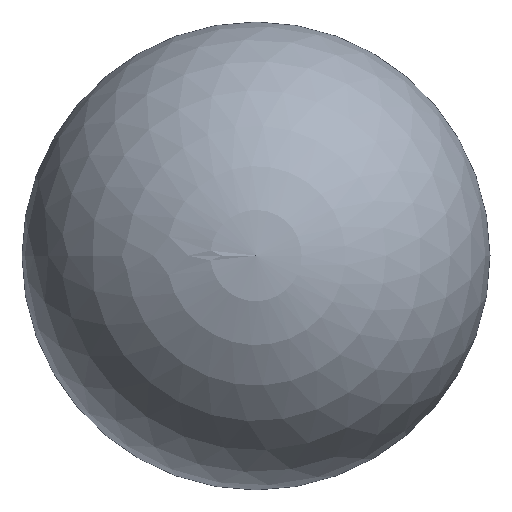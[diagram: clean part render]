
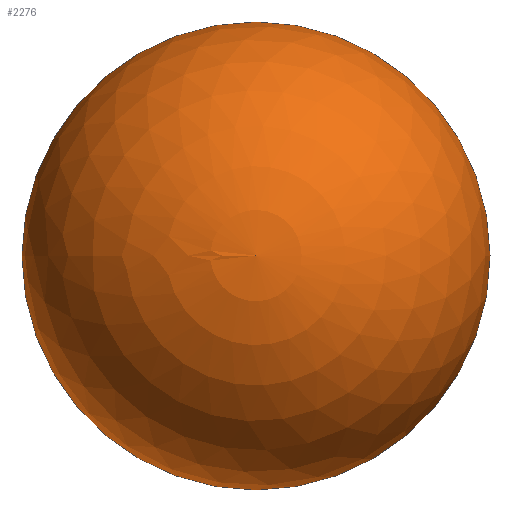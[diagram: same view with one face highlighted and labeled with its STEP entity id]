
A CAD part, top view. The second image highlights one B-rep face of the part: STEP entity #2276.
In plain terms, the highlighted spherical face has radius 20 mm.
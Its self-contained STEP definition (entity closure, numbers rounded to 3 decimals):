
#25 = EDGE_CURVE ( 'NONE', #8403, #7011, #5387, .T. ) ;
#83 = ORIENTED_EDGE ( 'NONE', *, *, #2621, .F. ) ;
#289 = AXIS2_PLACEMENT_3D ( 'NONE', #5606, #1519, #3056 ) ;
#860 = DIRECTION ( 'NONE',  ( -1., 0., 0. ) ) ;
#1519 = DIRECTION ( 'NONE',  ( 0., 0., -1. ) ) ;
#1954 = DIRECTION ( 'NONE',  ( 0., 0., -1. ) ) ;
#2276 = ADVANCED_FACE ( 'NONE', ( #7186 ), #10151, .T. ) ;
#2621 = EDGE_CURVE ( 'NONE', #7011, #8403, #3429, .T. ) ;
#3056 = DIRECTION ( 'NONE',  ( -1., 0., 0. ) ) ;
#3429 = CIRCLE ( 'NONE', #289, 20. ) ;
#4140 = DIRECTION ( 'NONE',  ( 0., 0., 1. ) ) ;
#4963 = CARTESIAN_POINT ( 'NONE',  ( 0., 0., 0. ) ) ;
#5231 = CARTESIAN_POINT ( 'NONE',  ( 0., 0., 0. ) ) ;
#5387 = CIRCLE ( 'NONE', #8105, 20. ) ;
#5606 = CARTESIAN_POINT ( 'NONE',  ( 0., 0., 0. ) ) ;
#6913 = EDGE_LOOP ( 'NONE', ( #83, #10245 ) ) ;
#7011 = VERTEX_POINT ( 'NONE', #7700 ) ;
#7186 = FACE_OUTER_BOUND ( 'NONE', #6913, .T. ) ;
#7700 = CARTESIAN_POINT ( 'NONE',  ( -20., 0., 0. ) ) ;
#8105 = AXIS2_PLACEMENT_3D ( 'NONE', #5231, #1954, #8547 ) ;
#8403 = VERTEX_POINT ( 'NONE', #9377 ) ;
#8547 = DIRECTION ( 'NONE',  ( -1., 0., 0. ) ) ;
#9377 = CARTESIAN_POINT ( 'NONE',  ( 20., 0., 0. ) ) ;
#9468 = AXIS2_PLACEMENT_3D ( 'NONE', #4963, #4140, #860 ) ;
#10151 = SPHERICAL_SURFACE ( 'NONE', #9468, 20. ) ;
#10245 = ORIENTED_EDGE ( 'NONE', *, *, #25, .F. ) ;
